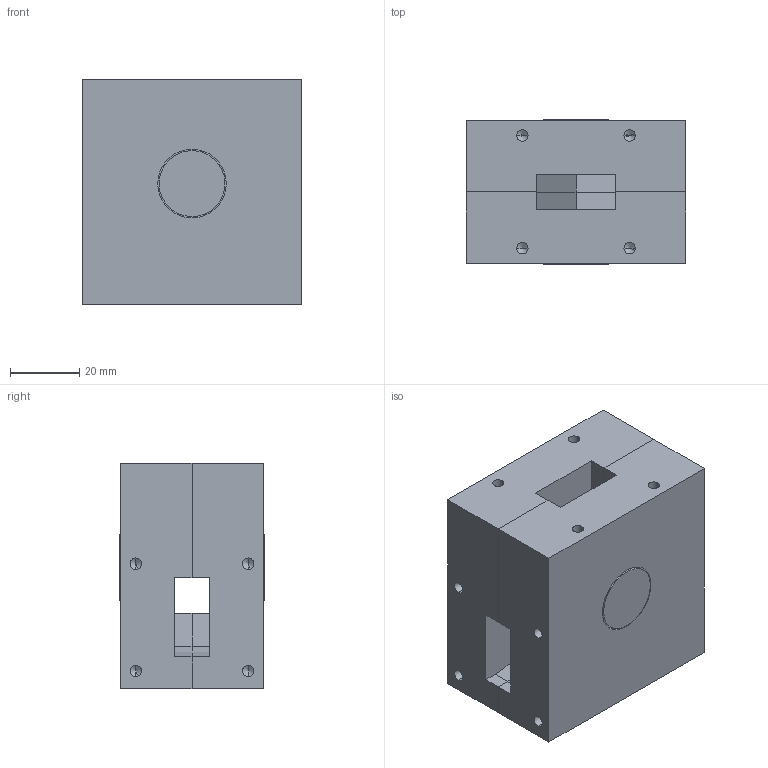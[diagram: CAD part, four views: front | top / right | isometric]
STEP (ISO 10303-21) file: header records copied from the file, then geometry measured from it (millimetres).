
FILE_DESCRIPTION (( 'STEP AP214' ), '1' );
FILE_NAME ('090517.STEP', '2023-06-12T14:40:08', ( '' ), ( '' ), 'SwSTEP 2.0', 'SolidWorks 2022', '' );
FILE_SCHEMA (( 'AUTOMOTIVE_DESIGN' ));
Length unit declared in the file: inch
Products named in the file (5): 090517_090517-99; 090517_090517-98; 500501-XX_500501-1; 090517; socket head cap screw_ai_HX-SHCS 0.138-32x0.625x0.625-S
Assembly tree (7 placements, depth 2):
  090517
    090517_090517-98
    090517_090517-99
    socket head cap screw_ai_HX-SHCS 0.138-32x0.625x0.625-S  x3
    500501-XX_500501-1  x2
Bounding box: 63.5 x 41.66 x 65.02 mm (x, y, z)
Volume: 141457.3 mm3; surface area: 33803.2 mm2
Topology: 7 solids, 7 shells, 582 faces, 1490 edges, 911 vertices
Faces by surface type: cone 292, cylinder 192, plane 92, torus 6
Entity records: 8939 total; most frequent: DIRECTION 1644, CARTESIAN_POINT 1508, ORIENTED_EDGE 1404, EDGE_CURVE 702, AXIS2_PLACEMENT_3D 646, VERTEX_POINT 445, VECTOR 352, LINE 352
